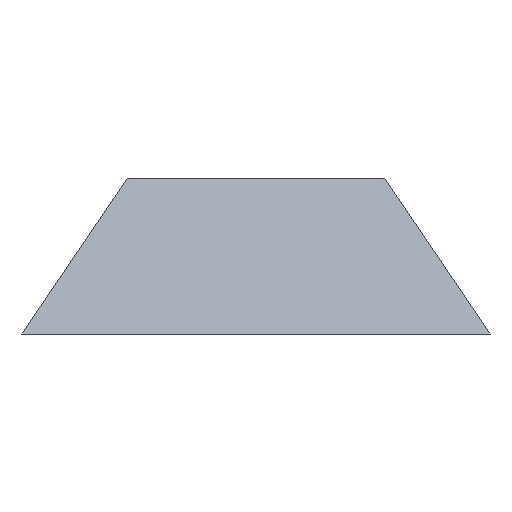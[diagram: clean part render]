
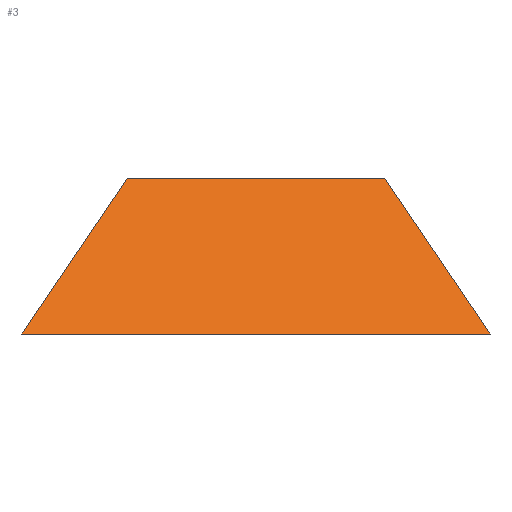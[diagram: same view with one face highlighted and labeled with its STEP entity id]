
A CAD part, left-side view. The second image highlights one B-rep face of the part: STEP entity #3.
In plain terms, the highlighted planar face has unit normal (-0.829, 0, 0.559).
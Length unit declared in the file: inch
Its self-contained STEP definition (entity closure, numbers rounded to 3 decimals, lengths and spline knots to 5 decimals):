
#3 = ADVANCED_FACE ( 'NONE', ( #180 ), #347, .T. ) ;
#9 = VERTEX_POINT ( 'NONE', #67 ) ;
#14 = ORIENTED_EDGE ( 'NONE', *, *, #116, .T. ) ;
#15 = LINE ( 'NONE', #117, #223 ) ;
#18 = CARTESIAN_POINT ( 'NONE',  ( 0.32627, -0.71507, 0.07874 ) ) ;
#45 = ORIENTED_EDGE ( 'NONE', *, *, #110, .F. ) ;
#67 = CARTESIAN_POINT ( 'NONE',  ( 0.31299, -0.72835, 0.05906 ) ) ;
#70 = CARTESIAN_POINT ( 'NONE',  ( 0.32627, -0.68257, 0.07874 ) ) ;
#77 = DIRECTION ( 'NONE',  ( -0.488, 0.488, -0.724 ) ) ;
#91 = AXIS2_PLACEMENT_3D ( 'NONE', #219, #296, #326 ) ;
#99 = CARTESIAN_POINT ( 'NONE',  ( 0.31299, -0.66929, 0.05906 ) ) ;
#100 = LINE ( 'NONE', #99, #259 ) ;
#110 = EDGE_CURVE ( 'NONE', #202, #231, #15, .T. ) ;
#116 = EDGE_CURVE ( 'NONE', #244, #9, #150, .T. ) ;
#117 = CARTESIAN_POINT ( 'NONE',  ( 0.32627, -0.66929, 0.07874 ) ) ;
#150 = LINE ( 'NONE', #181, #196 ) ;
#161 = CARTESIAN_POINT ( 'NONE',  ( 0.31299, -0.72835, 0.05906 ) ) ;
#180 = FACE_OUTER_BOUND ( 'NONE', #274, .T. ) ;
#181 = CARTESIAN_POINT ( 'NONE',  ( 0.31299, -0.66929, 0.05906 ) ) ;
#189 = DIRECTION ( 'NONE',  ( 0., -1., 0. ) ) ;
#196 = VECTOR ( 'NONE', #189, 39.37008 ) ;
#202 = VERTEX_POINT ( 'NONE', #70 ) ;
#219 = CARTESIAN_POINT ( 'NONE',  ( 0.31299, -0.66929, 0.05906 ) ) ;
#223 = VECTOR ( 'NONE', #356, 39.37008 ) ;
#231 = VERTEX_POINT ( 'NONE', #18 ) ;
#244 = VERTEX_POINT ( 'NONE', #307 ) ;
#257 = DIRECTION ( 'NONE',  ( -0.488, -0.488, -0.724 ) ) ;
#259 = VECTOR ( 'NONE', #77, 39.37008 ) ;
#273 = EDGE_CURVE ( 'NONE', #231, #9, #281, .T. ) ;
#274 = EDGE_LOOP ( 'NONE', ( #14, #355, #45, #291 ) ) ;
#281 = LINE ( 'NONE', #161, #364 ) ;
#291 = ORIENTED_EDGE ( 'NONE', *, *, #363, .T. ) ;
#296 = DIRECTION ( 'NONE',  ( -0.829, 0., 0.559 ) ) ;
#307 = CARTESIAN_POINT ( 'NONE',  ( 0.31299, -0.66929, 0.05906 ) ) ;
#326 = DIRECTION ( 'NONE',  ( 0., 1., 0. ) ) ;
#347 = PLANE ( 'NONE',  #91 ) ;
#355 = ORIENTED_EDGE ( 'NONE', *, *, #273, .F. ) ;
#356 = DIRECTION ( 'NONE',  ( 0., -1., 0. ) ) ;
#363 = EDGE_CURVE ( 'NONE', #202, #244, #100, .T. ) ;
#364 = VECTOR ( 'NONE', #257, 39.37008 ) ;
